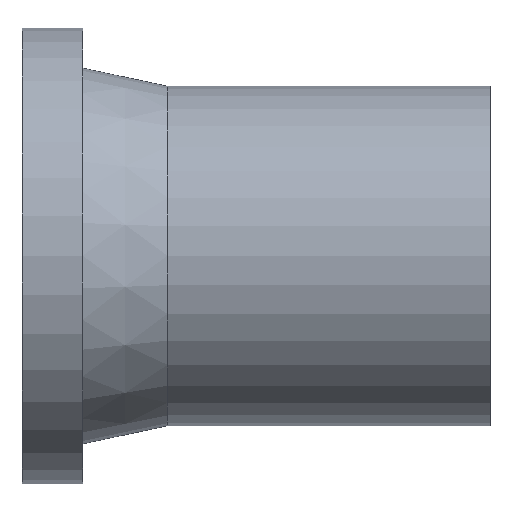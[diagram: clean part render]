
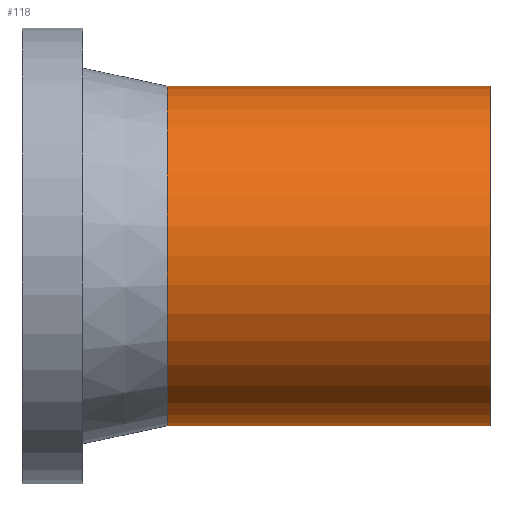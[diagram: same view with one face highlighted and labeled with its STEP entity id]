
A CAD part, top view. The second image highlights one B-rep face of the part: STEP entity #118.
In plain terms, the highlighted cylindrical face has radius 70 mm (diameter 140 mm), a partial arc.
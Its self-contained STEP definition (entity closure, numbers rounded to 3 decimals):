
#88 = EDGE_CURVE( '', #114, #136, #202, .T. );
#94 = EDGE_CURVE( '', #136, #110, #208, .T. );
#110 = VERTEX_POINT( '', #226 );
#114 = VERTEX_POINT( '', #230 );
#118 = ADVANCED_FACE( '', ( #235 ), #236, .T. );
#126 = EDGE_CURVE( '', #114, #162, #245, .T. );
#134 = EDGE_CURVE( '', #110, #162, #253, .T. );
#136 = VERTEX_POINT( '', #255 );
#162 = VERTEX_POINT( '', #288 );
#202 = LINE( '', #322, #323 );
#208 = CIRCLE( '', #330, 70. );
#226 = CARTESIAN_POINT( '', ( 0., 70., 0. ) );
#230 = CARTESIAN_POINT( '', ( -133., -70., 0. ) );
#235 = FACE_OUTER_BOUND( '', #362, .T. );
#236 = CYLINDRICAL_SURFACE( '', #363, 70. );
#245 = CIRCLE( '', #373, 70. );
#253 = LINE( '', #385, #386 );
#255 = CARTESIAN_POINT( '', ( 0., -70., 0. ) );
#288 = CARTESIAN_POINT( '', ( -133., 70., 0. ) );
#322 = CARTESIAN_POINT( '', ( -66.5, -70., 0. ) );
#323 = VECTOR( '', #455, 1. );
#330 = AXIS2_PLACEMENT_3D( '', #456, #457, #458 );
#362 = EDGE_LOOP( '', ( #494, #495, #496, #497 ) );
#363 = AXIS2_PLACEMENT_3D( '', #498, #499, #500 );
#373 = AXIS2_PLACEMENT_3D( '', #509, #510, #511 );
#385 = CARTESIAN_POINT( '', ( -66.5, 70., 0. ) );
#386 = VECTOR( '', #521, 1. );
#455 = DIRECTION( '', ( 1., 0., 0. ) );
#456 = CARTESIAN_POINT( '', ( 0., 0., 0. ) );
#457 = DIRECTION( '', ( -1., 0., 0. ) );
#458 = DIRECTION( '', ( 0., 1., 0. ) );
#494 = ORIENTED_EDGE( '', *, *, #134, .T. );
#495 = ORIENTED_EDGE( '', *, *, #126, .F. );
#496 = ORIENTED_EDGE( '', *, *, #88, .T. );
#497 = ORIENTED_EDGE( '', *, *, #94, .T. );
#498 = CARTESIAN_POINT( '', ( -66.5, 0., 0. ) );
#499 = DIRECTION( '', ( 1., 0., 0. ) );
#500 = DIRECTION( '', ( 0., 1., 0. ) );
#509 = CARTESIAN_POINT( '', ( -133., 0., 0. ) );
#510 = DIRECTION( '', ( -1., 0., 0. ) );
#511 = DIRECTION( '', ( 0., 1., 0. ) );
#521 = DIRECTION( '', ( -1., 0., 0. ) );
